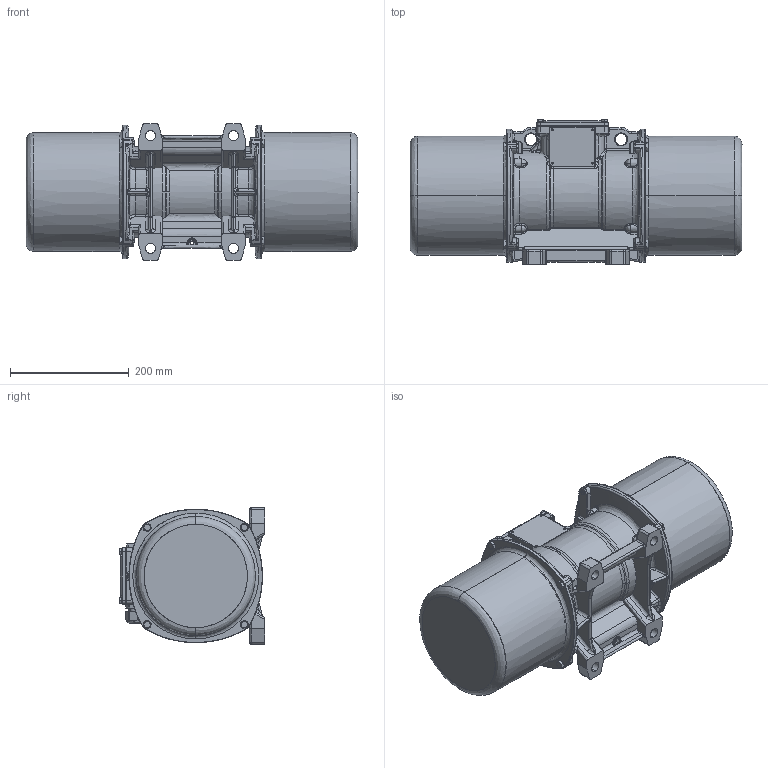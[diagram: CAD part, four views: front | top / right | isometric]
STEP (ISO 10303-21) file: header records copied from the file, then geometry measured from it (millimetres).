
FILE_DESCRIPTION (( 'STEP AP203' ), '1' );
FILE_NAME ('NES 252060 #03029500.STEP', '2019-01-14T08:02:32', ( '' ), ( '' ), 'SwSTEP 2.0', 'SolidWorks 2015', '' );
FILE_SCHEMA (( 'CONFIG_CONTROL_DESIGN' ));
Products named in the file (1): NES 252060 #03029500
Bounding box: 560 x 244.7 x 230 mm (x, y, z)
Volume: 4555100 mm3; surface area: 1060233.8 mm2
Topology: 32 solids, 32 shells, 1794 faces, 4293 edges, 2584 vertices
Faces by surface type: bspline 1388, plane 406
Entity records: 168577 total; most frequent: CARTESIAN_POINT 137919, ORIENTED_EDGE 8550, EDGE_CURVE 4275, B_SPLINE_CURVE_WITH_KNOTS 3189, VERTEX_POINT 2584, EDGE_LOOP 1927, DIRECTION 1899, FACE_OUTER_BOUND 1794
